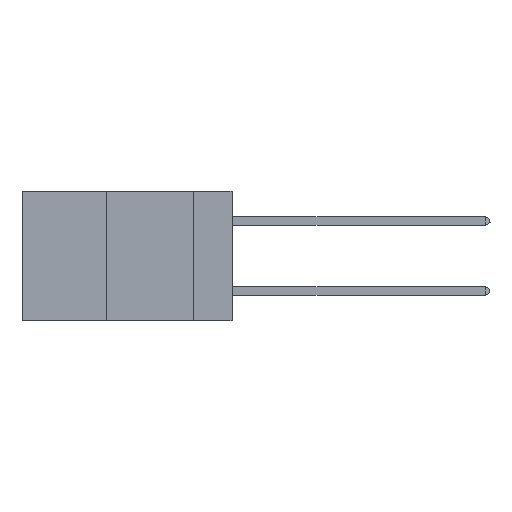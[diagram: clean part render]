
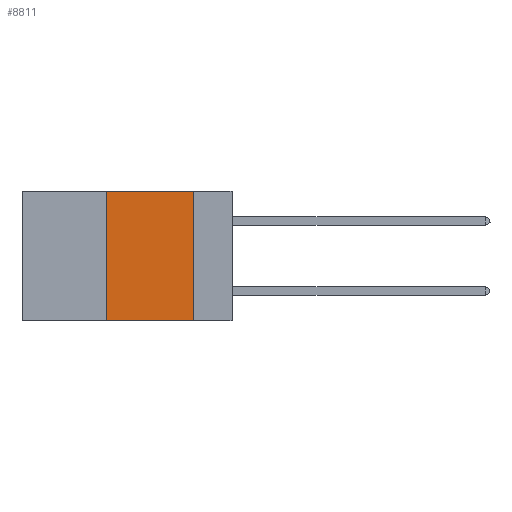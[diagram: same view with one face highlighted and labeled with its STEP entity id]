
A CAD part, left-side view. The second image highlights one B-rep face of the part: STEP entity #8811.
In plain terms, the highlighted planar face has unit normal (-1, 0, 0).
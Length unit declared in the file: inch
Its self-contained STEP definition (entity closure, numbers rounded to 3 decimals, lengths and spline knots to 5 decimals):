
#169 = CARTESIAN_POINT ( 'NONE',  ( 0., 0.6, 0. ) ) ;
#652 = EDGE_CURVE ( 'NONE', #6733, #8427, #10892, .T. ) ;
#809 = VERTEX_POINT ( 'NONE', #10163 ) ;
#1024 = ORIENTED_EDGE ( 'NONE', *, *, #13066, .F. ) ;
#1180 = VECTOR ( 'NONE', #5305, 39.37008 ) ;
#1745 = CARTESIAN_POINT ( 'NONE',  ( 0., 0.36, 0. ) ) ;
#1970 = FACE_OUTER_BOUND ( 'NONE', #9270, .T. ) ;
#2087 = ORIENTED_EDGE ( 'NONE', *, *, #652, .F. ) ;
#2286 = CARTESIAN_POINT ( 'NONE',  ( 0., 0.11, 0. ) ) ;
#2963 = CARTESIAN_POINT ( 'NONE',  ( 0., 0.6, 0. ) ) ;
#3212 = EDGE_CURVE ( 'NONE', #9532, #809, #5250, .T. ) ;
#4005 = ORIENTED_EDGE ( 'NONE', *, *, #3212, .T. ) ;
#4249 = DIRECTION ( 'NONE',  ( 1., 0., 0. ) ) ;
#4277 = VECTOR ( 'NONE', #4496, 39.37008 ) ;
#4496 = DIRECTION ( 'NONE',  ( 0., -1., 0. ) ) ;
#5250 = LINE ( 'NONE', #6430, #11774 ) ;
#5305 = DIRECTION ( 'NONE',  ( 0., 0., 1. ) ) ;
#6262 = LINE ( 'NONE', #7396, #1180 ) ;
#6430 = CARTESIAN_POINT ( 'NONE',  ( 0., 0.6, -0.37 ) ) ;
#6733 = VERTEX_POINT ( 'NONE', #1745 ) ;
#7396 = CARTESIAN_POINT ( 'NONE',  ( 0., 0.36, 0. ) ) ;
#7403 = PLANE ( 'NONE',  #13353 ) ;
#7561 = DIRECTION ( 'NONE',  ( 0., -1., 0. ) ) ;
#8427 = VERTEX_POINT ( 'NONE', #12450 ) ;
#8811 = ADVANCED_FACE ( 'NONE', ( #1970 ), #7403, .F. ) ;
#9270 = EDGE_LOOP ( 'NONE', ( #1024, #2087, #10066, #4005 ) ) ;
#9532 = VERTEX_POINT ( 'NONE', #10172 ) ;
#10066 = ORIENTED_EDGE ( 'NONE', *, *, #12347, .F. ) ;
#10163 = CARTESIAN_POINT ( 'NONE',  ( 0., 0.11, -0.37 ) ) ;
#10172 = CARTESIAN_POINT ( 'NONE',  ( 0., 0.36, -0.37 ) ) ;
#10892 = LINE ( 'NONE', #169, #4277 ) ;
#10954 = DIRECTION ( 'NONE',  ( 0., 0., -1. ) ) ;
#11774 = VECTOR ( 'NONE', #7561, 39.37008 ) ;
#12161 = LINE ( 'NONE', #2286, #13435 ) ;
#12347 = EDGE_CURVE ( 'NONE', #9532, #6733, #6262, .T. ) ;
#12450 = CARTESIAN_POINT ( 'NONE',  ( 0., 0.11, 0. ) ) ;
#13066 = EDGE_CURVE ( 'NONE', #8427, #809, #12161, .T. ) ;
#13353 = AXIS2_PLACEMENT_3D ( 'NONE', #2963, #4249, #13979 ) ;
#13435 = VECTOR ( 'NONE', #10954, 39.37008 ) ;
#13979 = DIRECTION ( 'NONE',  ( 0., 0., -1. ) ) ;
